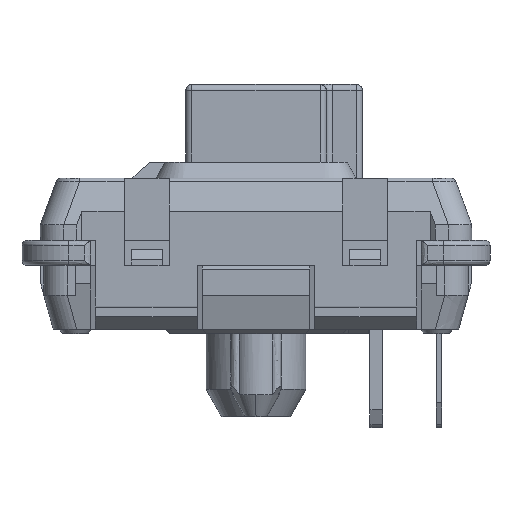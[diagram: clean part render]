
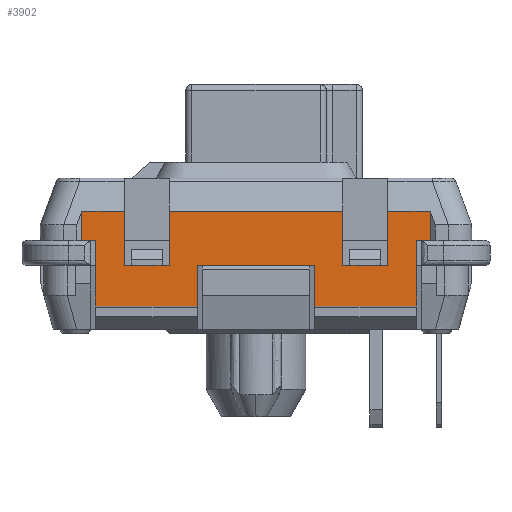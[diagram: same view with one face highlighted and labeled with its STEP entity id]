
A CAD part, left-side view. The second image highlights one B-rep face of the part: STEP entity #3902.
In plain terms, the highlighted planar face has unit normal (-1, 0, 0).
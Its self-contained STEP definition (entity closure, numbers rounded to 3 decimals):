
#208 = VERTEX_POINT('',#209);
#209 = CARTESIAN_POINT('',(-6.749,-1.878,0.));
#214 = EDGE_CURVE('',#215,#208,#217,.T.);
#215 = VERTEX_POINT('',#216);
#216 = CARTESIAN_POINT('',(-6.749,1.878,0.));
#217 = B_SPLINE_CURVE_WITH_KNOTS('',1,(#218,#219),.UNSPECIFIED.,.F.,.F.,
  (2,2),(-3.755,0.),.PIECEWISE_BEZIER_KNOTS.);
#218 = CARTESIAN_POINT('',(-6.749,1.878,0.));
#219 = CARTESIAN_POINT('',(-6.749,-1.878,0.));
#272 = VERTEX_POINT('',#273);
#273 = CARTESIAN_POINT('',(-6.749,-1.878,
    -1.304));
#280 = VERTEX_POINT('',#281);
#281 = CARTESIAN_POINT('',(-6.749,-5.145,
    -1.304));
#286 = EDGE_CURVE('',#280,#272,#287,.T.);
#287 = B_SPLINE_CURVE_WITH_KNOTS('',1,(#288,#289),.UNSPECIFIED.,.F.,.F.,
  (2,2),(2.974,6.242),.PIECEWISE_BEZIER_KNOTS.);
#288 = CARTESIAN_POINT('',(-6.749,-5.145,
    -1.304));
#289 = CARTESIAN_POINT('',(-6.749,-1.878,
    -1.304));
#379 = EDGE_CURVE('',#215,#380,#382,.T.);
#380 = VERTEX_POINT('',#381);
#381 = CARTESIAN_POINT('',(-6.749,1.878,
    -1.304));
#382 = B_SPLINE_CURVE_WITH_KNOTS('',1,(#383,#384),.UNSPECIFIED.,.F.,.F.,
  (2,2),(0.,0.794),.PIECEWISE_BEZIER_KNOTS.);
#383 = CARTESIAN_POINT('',(-6.749,1.878,0.));
#384 = CARTESIAN_POINT('',(-6.749,1.878,
    -1.304));
#419 = EDGE_CURVE('',#272,#208,#420,.T.);
#420 = B_SPLINE_CURVE_WITH_KNOTS('',1,(#421,#422),.UNSPECIFIED.,.F.,.F.,
  (2,2),(-0.794,0.),.PIECEWISE_BEZIER_KNOTS.);
#421 = CARTESIAN_POINT('',(-6.749,-1.878,
    -1.304));
#422 = CARTESIAN_POINT('',(-6.749,-1.878,0.));
#3003 = VERTEX_POINT('',#3004);
#3004 = CARTESIAN_POINT('',(-6.749,4.222,0.));
#3011 = EDGE_CURVE('',#3003,#3012,#3014,.T.);
#3012 = VERTEX_POINT('',#3013);
#3013 = CARTESIAN_POINT('',(-6.749,2.781,0.));
#3014 = B_SPLINE_CURVE_WITH_KNOTS('',1,(#3015,#3016),.UNSPECIFIED.,.F.,
  .F.,(2,2),(0.,1.441),.PIECEWISE_BEZIER_KNOTS.);
#3015 = CARTESIAN_POINT('',(-6.749,4.222,0.));
#3016 = CARTESIAN_POINT('',(-6.749,2.781,0.));
#3049 = VERTEX_POINT('',#3050);
#3050 = CARTESIAN_POINT('',(-6.749,4.222,
    1.742));
#3057 = EDGE_CURVE('',#3049,#3003,#3058,.T.);
#3058 = B_SPLINE_CURVE_WITH_KNOTS('',1,(#3059,#3060),.UNSPECIFIED.,.F.,
  .F.,(2,2),(1.587,2.8),.PIECEWISE_BEZIER_KNOTS.);
#3059 = CARTESIAN_POINT('',(-6.749,4.222,
    1.742));
#3060 = CARTESIAN_POINT('',(-6.749,4.222,0.));
#3134 = EDGE_CURVE('',#3012,#3135,#3137,.T.);
#3135 = VERTEX_POINT('',#3136);
#3136 = CARTESIAN_POINT('',(-6.749,2.781,
    1.742));
#3137 = B_SPLINE_CURVE_WITH_KNOTS('',1,(#3138,#3139),.UNSPECIFIED.,.F.,
  .F.,(2,2),(-2.8,-1.587),.PIECEWISE_BEZIER_KNOTS.);
#3138 = CARTESIAN_POINT('',(-6.749,2.781,0.));
#3139 = CARTESIAN_POINT('',(-6.749,2.781,
    1.742));
#3177 = EDGE_CURVE('',#3178,#3135,#3180,.T.);
#3178 = VERTEX_POINT('',#3179);
#3179 = CARTESIAN_POINT('',(-6.749,-2.781,
    1.742));
#3180 = B_SPLINE_CURVE_WITH_KNOTS('',2,(#3181,#3182,#3183),
  .UNSPECIFIED.,.F.,.F.,(3,3),(-9.017,-3.305),
  .PIECEWISE_BEZIER_KNOTS.);
#3181 = CARTESIAN_POINT('',(-6.749,-2.781,
    1.742));
#3182 = CARTESIAN_POINT('',(-6.749,0.,1.742));
#3183 = CARTESIAN_POINT('',(-6.749,2.781,
    1.742));
#3417 = VERTEX_POINT('',#3418);
#3418 = CARTESIAN_POINT('',(-6.749,-2.781,0.));
#3425 = EDGE_CURVE('',#3417,#3426,#3428,.T.);
#3426 = VERTEX_POINT('',#3427);
#3427 = CARTESIAN_POINT('',(-6.749,-4.222,0.));
#3428 = B_SPLINE_CURVE_WITH_KNOTS('',1,(#3429,#3430),.UNSPECIFIED.,.F.,
  .F.,(2,2),(-1.441,0.),.PIECEWISE_BEZIER_KNOTS.);
#3429 = CARTESIAN_POINT('',(-6.749,-2.781,0.));
#3430 = CARTESIAN_POINT('',(-6.749,-4.222,0.));
#3497 = EDGE_CURVE('',#3178,#3417,#3498,.T.);
#3498 = B_SPLINE_CURVE_WITH_KNOTS('',1,(#3499,#3500),.UNSPECIFIED.,.F.,
  .F.,(2,2),(1.587,2.8),.PIECEWISE_BEZIER_KNOTS.);
#3499 = CARTESIAN_POINT('',(-6.749,-2.781,
    1.742));
#3500 = CARTESIAN_POINT('',(-6.749,-2.781,0.));
#3558 = EDGE_CURVE('',#3426,#3559,#3561,.T.);
#3559 = VERTEX_POINT('',#3560);
#3560 = CARTESIAN_POINT('',(-6.749,-4.222,
    1.742));
#3561 = B_SPLINE_CURVE_WITH_KNOTS('',1,(#3562,#3563),.UNSPECIFIED.,.F.,
  .F.,(2,2),(-2.8,-1.587),.PIECEWISE_BEZIER_KNOTS.);
#3562 = CARTESIAN_POINT('',(-6.749,-4.222,0.));
#3563 = CARTESIAN_POINT('',(-6.749,-4.222,
    1.742));
#3581 = EDGE_CURVE('',#3582,#3559,#3584,.T.);
#3582 = VERTEX_POINT('',#3583);
#3583 = CARTESIAN_POINT('',(-6.749,-5.582,
    1.742));
#3584 = B_SPLINE_CURVE_WITH_KNOTS('',2,(#3585,#3586,#3587),
  .UNSPECIFIED.,.F.,.F.,(3,3),(-11.894,-10.498),
  .PIECEWISE_BEZIER_KNOTS.);
#3585 = CARTESIAN_POINT('',(-6.749,-5.582,
    1.742));
#3586 = CARTESIAN_POINT('',(-6.749,-4.902,
    1.742));
#3587 = CARTESIAN_POINT('',(-6.749,-4.222,
    1.742));
#3841 = VERTEX_POINT('',#3842);
#3842 = CARTESIAN_POINT('',(-6.749,-5.582,0.8));
#3855 = EDGE_CURVE('',#3582,#3841,#3856,.T.);
#3856 = B_SPLINE_CURVE_WITH_KNOTS('',1,(#3857,#3858),.UNSPECIFIED.,.F.,
  .F.,(2,2),(2.589,3.531),.PIECEWISE_BEZIER_KNOTS.);
#3857 = CARTESIAN_POINT('',(-6.749,-5.582,
    1.742));
#3858 = CARTESIAN_POINT('',(-6.749,-5.582,0.8));
#3869 = VERTEX_POINT('',#3870);
#3870 = CARTESIAN_POINT('',(-6.749,5.582,
    1.742));
#3887 = VERTEX_POINT('',#3888);
#3888 = CARTESIAN_POINT('',(-6.749,5.582,0.8));
#3893 = EDGE_CURVE('',#3887,#3869,#3894,.T.);
#3894 = B_SPLINE_CURVE_WITH_KNOTS('',1,(#3895,#3896),.UNSPECIFIED.,.F.,
  .F.,(2,2),(-3.531,-2.589),.PIECEWISE_BEZIER_KNOTS.);
#3895 = CARTESIAN_POINT('',(-6.749,5.582,0.8));
#3896 = CARTESIAN_POINT('',(-6.749,5.582,
    1.742));
#3902 = ADVANCED_FACE('',(#3903),#3956,.T.);
#3903 = FACE_BOUND('',#3904,.T.);
#3904 = EDGE_LOOP('',(#3905,#3906,#3913,#3918,#3919,#3920,#3921,#3922,
    #3923,#3924,#3925,#3926,#3927,#3933,#3934,#3941,#3948,#3953,#3954,
    #3955));
#3905 = ORIENTED_EDGE('',*,*,#286,.F.);
#3906 = ORIENTED_EDGE('',*,*,#3907,.F.);
#3907 = EDGE_CURVE('',#3908,#280,#3910,.T.);
#3908 = VERTEX_POINT('',#3909);
#3909 = CARTESIAN_POINT('',(-6.749,-5.145,0.8));
#3910 = B_SPLINE_CURVE_WITH_KNOTS('',1,(#3911,#3912),.UNSPECIFIED.,.F.,
  .F.,(2,2),(3.531,5.635),.PIECEWISE_BEZIER_KNOTS.);
#3911 = CARTESIAN_POINT('',(-6.749,-5.145,0.8));
#3912 = CARTESIAN_POINT('',(-6.749,-5.145,
    -1.304));
#3913 = ORIENTED_EDGE('',*,*,#3914,.T.);
#3914 = EDGE_CURVE('',#3908,#3841,#3915,.T.);
#3915 = B_SPLINE_CURVE_WITH_KNOTS('',1,(#3916,#3917),.UNSPECIFIED.,.F.,
  .F.,(2,2),(-0.476,0.),.PIECEWISE_BEZIER_KNOTS.);
#3916 = CARTESIAN_POINT('',(-6.749,-5.145,0.8));
#3917 = CARTESIAN_POINT('',(-6.749,-5.582,0.8));
#3918 = ORIENTED_EDGE('',*,*,#3855,.F.);
#3919 = ORIENTED_EDGE('',*,*,#3581,.T.);
#3920 = ORIENTED_EDGE('',*,*,#3558,.F.);
#3921 = ORIENTED_EDGE('',*,*,#3425,.F.);
#3922 = ORIENTED_EDGE('',*,*,#3497,.F.);
#3923 = ORIENTED_EDGE('',*,*,#3177,.T.);
#3924 = ORIENTED_EDGE('',*,*,#3134,.F.);
#3925 = ORIENTED_EDGE('',*,*,#3011,.F.);
#3926 = ORIENTED_EDGE('',*,*,#3057,.F.);
#3927 = ORIENTED_EDGE('',*,*,#3928,.T.);
#3928 = EDGE_CURVE('',#3049,#3869,#3929,.T.);
#3929 = B_SPLINE_CURVE_WITH_KNOTS('',2,(#3930,#3931,#3932),
  .UNSPECIFIED.,.F.,.F.,(3,3),(-1.825,-0.428),
  .PIECEWISE_BEZIER_KNOTS.);
#3930 = CARTESIAN_POINT('',(-6.749,4.222,
    1.742));
#3931 = CARTESIAN_POINT('',(-6.749,4.902,1.742
    ));
#3932 = CARTESIAN_POINT('',(-6.749,5.582,
    1.742));
#3933 = ORIENTED_EDGE('',*,*,#3893,.F.);
#3934 = ORIENTED_EDGE('',*,*,#3935,.T.);
#3935 = EDGE_CURVE('',#3887,#3936,#3938,.T.);
#3936 = VERTEX_POINT('',#3937);
#3937 = CARTESIAN_POINT('',(-6.749,5.145,0.8));
#3938 = B_SPLINE_CURVE_WITH_KNOTS('',1,(#3939,#3940),.UNSPECIFIED.,.F.,
  .F.,(2,2),(-12.166,-11.69),.PIECEWISE_BEZIER_KNOTS.);
#3939 = CARTESIAN_POINT('',(-6.749,5.582,0.8));
#3940 = CARTESIAN_POINT('',(-6.749,5.145,0.8));
#3941 = ORIENTED_EDGE('',*,*,#3942,.F.);
#3942 = EDGE_CURVE('',#3943,#3936,#3945,.T.);
#3943 = VERTEX_POINT('',#3944);
#3944 = CARTESIAN_POINT('',(-6.749,5.145,
    -1.304));
#3945 = B_SPLINE_CURVE_WITH_KNOTS('',1,(#3946,#3947),.UNSPECIFIED.,.F.,
  .F.,(2,2),(0.179,2.283),.PIECEWISE_BEZIER_KNOTS.);
#3946 = CARTESIAN_POINT('',(-6.749,5.145,
    -1.304));
#3947 = CARTESIAN_POINT('',(-6.749,5.145,0.8));
#3948 = ORIENTED_EDGE('',*,*,#3949,.F.);
#3949 = EDGE_CURVE('',#380,#3943,#3950,.T.);
#3950 = B_SPLINE_CURVE_WITH_KNOTS('',1,(#3951,#3952),.UNSPECIFIED.,.F.,
  .F.,(2,2),(9.997,13.265),.PIECEWISE_BEZIER_KNOTS.);
#3951 = CARTESIAN_POINT('',(-6.749,1.878,
    -1.304));
#3952 = CARTESIAN_POINT('',(-6.749,5.145,
    -1.304));
#3953 = ORIENTED_EDGE('',*,*,#379,.F.);
#3954 = ORIENTED_EDGE('',*,*,#214,.T.);
#3955 = ORIENTED_EDGE('',*,*,#419,.F.);
#3956 = PLANE('',#3957);
#3957 = AXIS2_PLACEMENT_3D('',#3958,#3959,#3960);
#3958 = CARTESIAN_POINT('',(-6.749,5.582,
    1.742));
#3959 = DIRECTION('',(-1.,0.,0.));
#3960 = DIRECTION('',(0.,0.,-1.));
